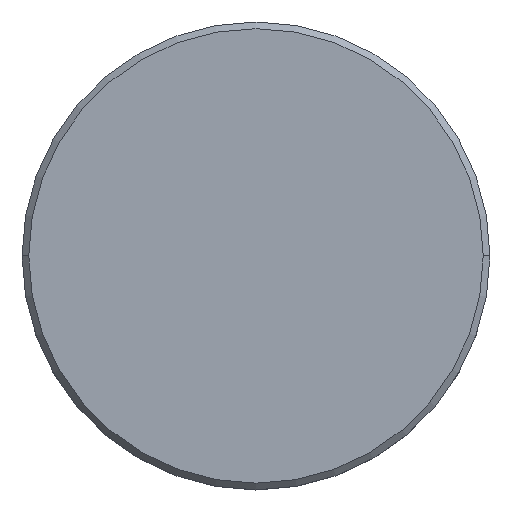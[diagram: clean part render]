
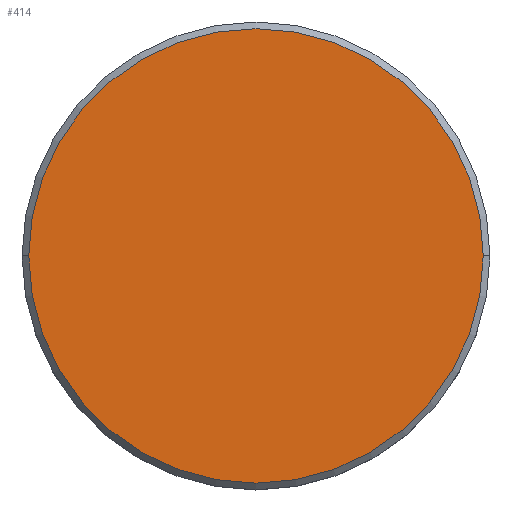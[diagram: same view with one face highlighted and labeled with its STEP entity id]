
A CAD part, top view. The second image highlights one B-rep face of the part: STEP entity #414.
In plain terms, the highlighted planar face has unit normal (0, 0, 1).
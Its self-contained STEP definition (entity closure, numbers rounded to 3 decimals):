
#50 = CIRCLE ( 'NONE', #341, 17. ) ;
#94 = CIRCLE ( 'NONE', #723, 17. ) ;
#104 = CARTESIAN_POINT ( 'NONE',  ( 17., 0., 0. ) ) ;
#134 = VERTEX_POINT ( 'NONE', #104 ) ;
#148 = DIRECTION ( 'NONE',  ( 1., 0., 0. ) ) ;
#152 = ORIENTED_EDGE ( 'NONE', *, *, #492, .T. ) ;
#332 = PLANE ( 'NONE',  #508 ) ;
#341 = AXIS2_PLACEMENT_3D ( 'NONE', #874, #425, #148 ) ;
#398 = DIRECTION ( 'NONE',  ( 0., 0., 1. ) ) ;
#414 = ADVANCED_FACE ( 'NONE', ( #1059 ), #332, .T. ) ;
#425 = DIRECTION ( 'NONE',  ( 0., 0., 1. ) ) ;
#492 = EDGE_CURVE ( 'NONE', #134, #598, #50, .T. ) ;
#508 = AXIS2_PLACEMENT_3D ( 'NONE', #894, #1161, #1065 ) ;
#598 = VERTEX_POINT ( 'NONE', #1090 ) ;
#659 = EDGE_CURVE ( 'NONE', #598, #134, #94, .T. ) ;
#723 = AXIS2_PLACEMENT_3D ( 'NONE', #855, #398, #762 ) ;
#762 = DIRECTION ( 'NONE',  ( 1., 0., 0. ) ) ;
#763 = ORIENTED_EDGE ( 'NONE', *, *, #659, .T. ) ;
#855 = CARTESIAN_POINT ( 'NONE',  ( 0., 0., 0. ) ) ;
#864 = EDGE_LOOP ( 'NONE', ( #763, #152 ) ) ;
#874 = CARTESIAN_POINT ( 'NONE',  ( 0., 0., 0. ) ) ;
#894 = CARTESIAN_POINT ( 'NONE',  ( 0., 0., 0. ) ) ;
#1059 = FACE_OUTER_BOUND ( 'NONE', #864, .T. ) ;
#1065 = DIRECTION ( 'NONE',  ( 1., 0., 0. ) ) ;
#1090 = CARTESIAN_POINT ( 'NONE',  ( -17., 0., 0. ) ) ;
#1161 = DIRECTION ( 'NONE',  ( 0., 0., 1. ) ) ;
